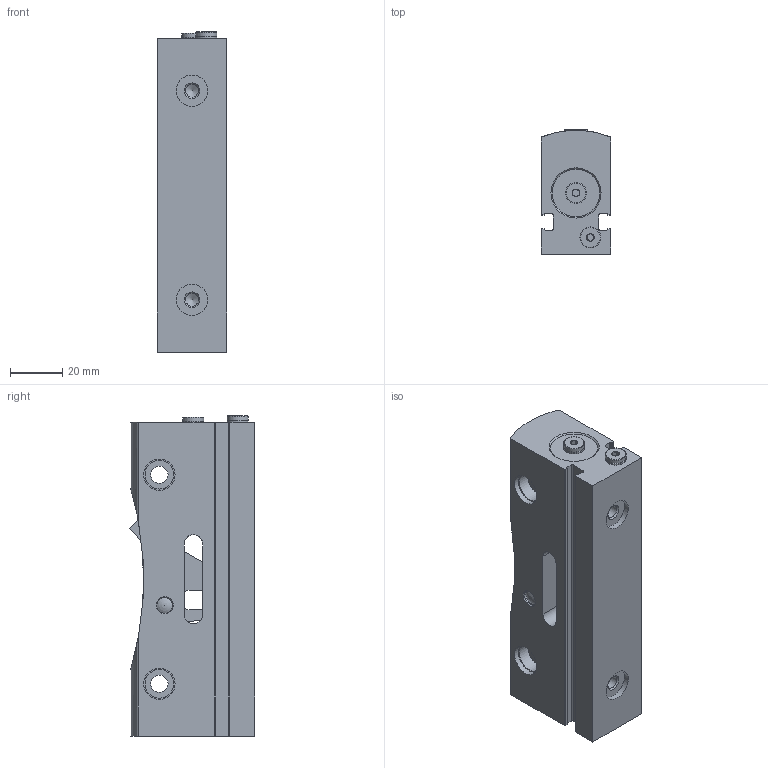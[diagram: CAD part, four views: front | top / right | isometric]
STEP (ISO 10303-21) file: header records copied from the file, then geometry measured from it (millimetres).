
FILE_DESCRIPTION(/* description */ ('STEP AP214'),/* implementation_level */ '2;1');
FILE_NAME(/* name */ '1478121_DADM-EP-G6-16',/* time_stamp */ '2024-08-07T10:36:24+02:00',/* author */ ('License CC BY-ND 4.0'),/* organization */ ('CADENAS'),/* preprocessor_version */ 'ST-DEVELOPER v19.3',/* originating_system */ 'PARTsolutions',/* authorisation */ ' ');
FILE_SCHEMA (('AUTOMOTIVE_DESIGN {1 0 10303 214 3 1 1}'));
Length unit declared in the file: millimetre
Products named in the file (4): 1478121 DADM-EP-G6-16---(47.5); 1478121 DADM-EP-G6-16---(p1); 1478121 DADM-EP-G6-16---(hebel); 174308 B-M5-B
Assembly tree (4 placements, depth 2):
  1478121 DADM-EP-G6-16---(47.5)
    1478121 DADM-EP-G6-16---(p1)
    1478121 DADM-EP-G6-16---(hebel)
    174308 B-M5-B  x2
Bounding box: 26.5 x 47.84 x 122.5 mm (x, y, z)
Volume: 117230.8 mm3; surface area: 32074.6 mm2
Topology: 4 solids, 4 shells, 194 faces, 477 edges, 312 vertices
Faces by surface type: plane 93, cylinder 75, cone 22, sphere 2, torus 2
Full cylindrical faces by diameter (mm): 4.134 x4, 4.917 x2, 5 x2, 6 x4, 6.6 x2, 7.2 x2, 8 x6, 11 x4, 12 x6
Entity records: 5884 total; most frequent: CARTESIAN_POINT 934, DIRECTION 873, ORIENTED_EDGE 750, EDGE_CURVE 375, AXIS2_PLACEMENT_3D 337, VERTEX_POINT 280, FACE_BOUND 261, EDGE_LOOP 255
